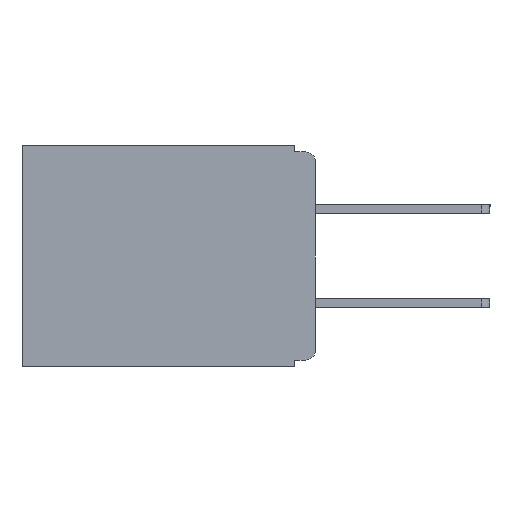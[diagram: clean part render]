
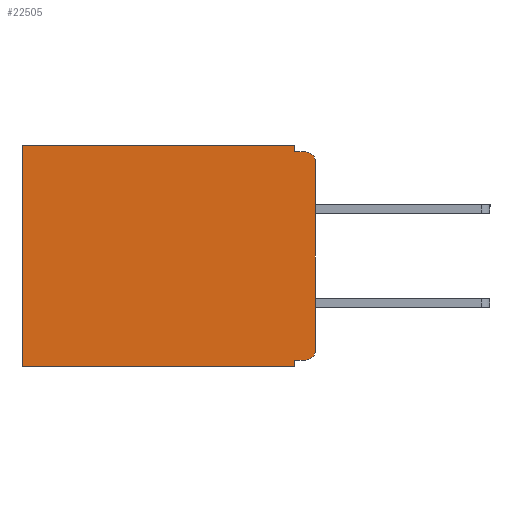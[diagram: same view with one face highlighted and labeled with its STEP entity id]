
A CAD part, left-side view. The second image highlights one B-rep face of the part: STEP entity #22505.
In plain terms, the highlighted planar face has unit normal (-1, 0, 0).
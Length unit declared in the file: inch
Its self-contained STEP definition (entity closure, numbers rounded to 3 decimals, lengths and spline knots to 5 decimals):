
#389 = EDGE_CURVE ( 'NONE', #4462, #23786, #27944, .T. ) ;
#980 = VERTEX_POINT ( 'NONE', #3837 ) ;
#1215 = VERTEX_POINT ( 'NONE', #22081 ) ;
#1294 = AXIS2_PLACEMENT_3D ( 'NONE', #9534, #26146, #11920 ) ;
#1800 = VECTOR ( 'NONE', #30172, 39.37008 ) ;
#1855 = LINE ( 'NONE', #9334, #7701 ) ;
#2018 = EDGE_CURVE ( 'NONE', #13151, #21328, #1855, .T. ) ;
#2167 = VECTOR ( 'NONE', #14300, 39.37008 ) ;
#2379 = ORIENTED_EDGE ( 'NONE', *, *, #26285, .F. ) ;
#2400 = CARTESIAN_POINT ( 'NONE',  ( 0.3, 0.031, -0.33 ) ) ;
#2711 = CARTESIAN_POINT ( 'NONE',  ( 0.3, 0.031, -0.33 ) ) ;
#3026 = CARTESIAN_POINT ( 'NONE',  ( 0.3, 0., -0.025 ) ) ;
#3186 = ORIENTED_EDGE ( 'NONE', *, *, #30749, .T. ) ;
#3439 = VECTOR ( 'NONE', #12750, 39.37008 ) ;
#3550 = VECTOR ( 'NONE', #16982, 39.37008 ) ;
#3837 = CARTESIAN_POINT ( 'NONE',  ( 0.3, 0.031, 0. ) ) ;
#4373 = CARTESIAN_POINT ( 'NONE',  ( 0.3, 0.031, 0. ) ) ;
#4462 = VERTEX_POINT ( 'NONE', #22090 ) ;
#5136 = DIRECTION ( 'NONE',  ( -1., 0., 0. ) ) ;
#5473 = AXIS2_PLACEMENT_3D ( 'NONE', #14574, #7454, #24116 ) ;
#5957 = ORIENTED_EDGE ( 'NONE', *, *, #7918, .T. ) ;
#6747 = VECTOR ( 'NONE', #17108, 39.37008 ) ;
#7454 = DIRECTION ( 'NONE',  ( 1., 0., 0. ) ) ;
#7643 = LINE ( 'NONE', #13546, #1800 ) ;
#7701 = VECTOR ( 'NONE', #11290, 39.37008 ) ;
#7918 = EDGE_CURVE ( 'NONE', #1215, #27182, #8797, .T. ) ;
#8273 = ORIENTED_EDGE ( 'NONE', *, *, #389, .F. ) ;
#8797 = LINE ( 'NONE', #14331, #2167 ) ;
#9334 = CARTESIAN_POINT ( 'NONE',  ( 0.3, 0., -0.01 ) ) ;
#9534 = CARTESIAN_POINT ( 'NONE',  ( 0.3, 0.015, -0.305 ) ) ;
#10170 = ORIENTED_EDGE ( 'NONE', *, *, #29205, .T. ) ;
#10360 = CARTESIAN_POINT ( 'NONE',  ( 0.3, 0., 0. ) ) ;
#10796 = LINE ( 'NONE', #10360, #3439 ) ;
#11290 = DIRECTION ( 'NONE',  ( 0., -1., 0. ) ) ;
#11548 = EDGE_CURVE ( 'NONE', #11674, #21328, #23491, .T. ) ;
#11573 = VERTEX_POINT ( 'NONE', #2711 ) ;
#11674 = VERTEX_POINT ( 'NONE', #3026 ) ;
#11920 = DIRECTION ( 'NONE',  ( 0., 0., -1. ) ) ;
#12371 = EDGE_CURVE ( 'NONE', #23786, #11573, #29849, .T. ) ;
#12750 = DIRECTION ( 'NONE',  ( 0., 1., 0. ) ) ;
#13151 = VERTEX_POINT ( 'NONE', #15053 ) ;
#13546 = CARTESIAN_POINT ( 'NONE',  ( 0.3, 0., -0.33 ) ) ;
#14096 = CARTESIAN_POINT ( 'NONE',  ( 0.3, 0., -0.32 ) ) ;
#14300 = DIRECTION ( 'NONE',  ( 0., 0., -1. ) ) ;
#14331 = CARTESIAN_POINT ( 'NONE',  ( 0.3, 0.437, -0.33 ) ) ;
#14574 = CARTESIAN_POINT ( 'NONE',  ( 0.3, 0., -0.33 ) ) ;
#14702 = CARTESIAN_POINT ( 'NONE',  ( 0.3, 0., -0.33 ) ) ;
#14961 = CARTESIAN_POINT ( 'NONE',  ( 0.3, 0.015, -0.01 ) ) ;
#15053 = CARTESIAN_POINT ( 'NONE',  ( 0.3, 0.031, -0.01 ) ) ;
#15807 = CIRCLE ( 'NONE', #1294, 0.015 ) ;
#16044 = CARTESIAN_POINT ( 'NONE',  ( 0.3, 0.437, -0.33 ) ) ;
#16529 = ORIENTED_EDGE ( 'NONE', *, *, #24457, .F. ) ;
#16982 = DIRECTION ( 'NONE',  ( 0., 0., -1. ) ) ;
#17108 = DIRECTION ( 'NONE',  ( 0., 0., -1. ) ) ;
#17230 = DIRECTION ( 'NONE',  ( 0., 1., 0. ) ) ;
#18869 = DIRECTION ( 'NONE',  ( 0., 0., -1. ) ) ;
#19518 = LINE ( 'NONE', #14702, #6747 ) ;
#19581 = CARTESIAN_POINT ( 'NONE',  ( 0.3, 0.015, -0.025 ) ) ;
#20042 = CARTESIAN_POINT ( 'NONE',  ( 0.3, 0., -0.305 ) ) ;
#20089 = FACE_OUTER_BOUND ( 'NONE', #29512, .T. ) ;
#21328 = VERTEX_POINT ( 'NONE', #14961 ) ;
#21916 = PLANE ( 'NONE',  #5473 ) ;
#21954 = DIRECTION ( 'NONE',  ( 0., 0., -1. ) ) ;
#22081 = CARTESIAN_POINT ( 'NONE',  ( 0.3, 0.437, 0. ) ) ;
#22090 = CARTESIAN_POINT ( 'NONE',  ( 0.3, 0.015, -0.32 ) ) ;
#22505 = ADVANCED_FACE ( 'NONE', ( #20089 ), #21916, .F. ) ;
#22963 = VECTOR ( 'NONE', #18869, 39.37008 ) ;
#23491 = CIRCLE ( 'NONE', #25794, 0.015 ) ;
#23786 = VERTEX_POINT ( 'NONE', #29580 ) ;
#23887 = ORIENTED_EDGE ( 'NONE', *, *, #11548, .T. ) ;
#24116 = DIRECTION ( 'NONE',  ( 0., 0., -1. ) ) ;
#24457 = EDGE_CURVE ( 'NONE', #11573, #27182, #7643, .T. ) ;
#24630 = EDGE_CURVE ( 'NONE', #980, #13151, #28501, .T. ) ;
#25767 = ORIENTED_EDGE ( 'NONE', *, *, #12371, .F. ) ;
#25794 = AXIS2_PLACEMENT_3D ( 'NONE', #19581, #5136, #21954 ) ;
#26146 = DIRECTION ( 'NONE',  ( -1., 0., 0. ) ) ;
#26285 = EDGE_CURVE ( 'NONE', #11674, #31007, #19518, .T. ) ;
#26898 = ORIENTED_EDGE ( 'NONE', *, *, #24630, .F. ) ;
#27182 = VERTEX_POINT ( 'NONE', #16044 ) ;
#27198 = VECTOR ( 'NONE', #17230, 39.37008 ) ;
#27944 = LINE ( 'NONE', #14096, #27198 ) ;
#28501 = LINE ( 'NONE', #4373, #22963 ) ;
#29205 = EDGE_CURVE ( 'NONE', #980, #1215, #10796, .T. ) ;
#29512 = EDGE_LOOP ( 'NONE', ( #2379, #23887, #30230, #26898, #10170, #5957, #16529, #25767, #8273, #3186 ) ) ;
#29580 = CARTESIAN_POINT ( 'NONE',  ( 0.3, 0.031, -0.32 ) ) ;
#29849 = LINE ( 'NONE', #2400, #3550 ) ;
#30172 = DIRECTION ( 'NONE',  ( 0., 1., 0. ) ) ;
#30230 = ORIENTED_EDGE ( 'NONE', *, *, #2018, .F. ) ;
#30749 = EDGE_CURVE ( 'NONE', #4462, #31007, #15807, .T. ) ;
#31007 = VERTEX_POINT ( 'NONE', #20042 ) ;
